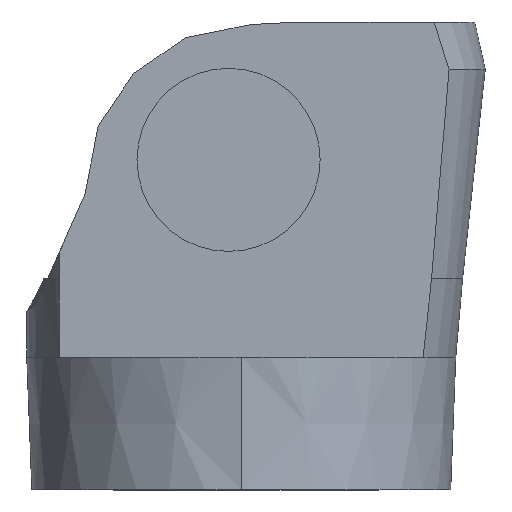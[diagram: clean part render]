
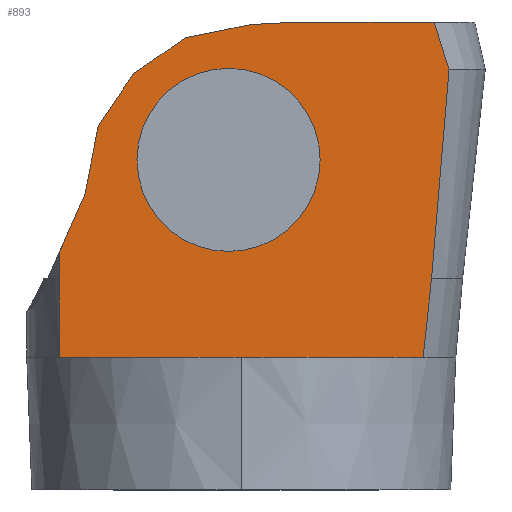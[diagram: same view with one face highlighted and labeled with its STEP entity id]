
A CAD part, left-side view. The second image highlights one B-rep face of the part: STEP entity #893.
In plain terms, the highlighted planar face has unit normal (-1, 0, 0).
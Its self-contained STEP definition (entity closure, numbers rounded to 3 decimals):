
#7 = LINE ( 'NONE', #1923, #1482 ) ;
#18 = VECTOR ( 'NONE', #2533, 1000. ) ;
#24 = EDGE_LOOP ( 'NONE', ( #1530, #2242 ) ) ;
#34 = ORIENTED_EDGE ( 'NONE', *, *, #611, .T. ) ;
#46 = CARTESIAN_POINT ( 'NONE',  ( -15.7, 21.348, 15.906 ) ) ;
#95 = EDGE_CURVE ( 'NONE', #124, #334, #1753, .T. ) ;
#100 = VERTEX_POINT ( 'NONE', #2466 ) ;
#114 = VECTOR ( 'NONE', #855, 1000. ) ;
#124 = VERTEX_POINT ( 'NONE', #1032 ) ;
#133 = CARTESIAN_POINT ( 'NONE',  ( -15.7, 31.199, 14.212 ) ) ;
#146 = VERTEX_POINT ( 'NONE', #450 ) ;
#185 = CARTESIAN_POINT ( 'NONE',  ( -15.7, 21.348, 15.906 ) ) ;
#198 = VECTOR ( 'NONE', #719, 1000. ) ;
#268 = DIRECTION ( 'NONE',  ( 0., 1., 0. ) ) ;
#281 = ORIENTED_EDGE ( 'NONE', *, *, #2298, .T. ) ;
#296 = VECTOR ( 'NONE', #436, 1000. ) ;
#326 = LINE ( 'NONE', #2089, #114 ) ;
#330 = AXIS2_PLACEMENT_3D ( 'NONE', #1756, #922, #2565 ) ;
#334 = VERTEX_POINT ( 'NONE', #1737 ) ;
#350 = EDGE_CURVE ( 'NONE', #146, #357, #2612, .T. ) ;
#357 = VERTEX_POINT ( 'NONE', #2104 ) ;
#368 = VERTEX_POINT ( 'NONE', #685 ) ;
#375 = CARTESIAN_POINT ( 'NONE',  ( -15.7, 21.106, 15.128 ) ) ;
#436 = DIRECTION ( 'NONE',  ( 0., 0.98, -0.198 ) ) ;
#450 = CARTESIAN_POINT ( 'NONE',  ( -15.7, 32.793, 10.261 ) ) ;
#462 = CARTESIAN_POINT ( 'NONE',  ( -15.7, 21.713, 4.926 ) ) ;
#469 = CARTESIAN_POINT ( 'NONE',  ( -15.7, 28.087, 8.389 ) ) ;
#529 = CARTESIAN_POINT ( 'NONE',  ( -15.7, 34.014, 7.488 ) ) ;
#531 = ORIENTED_EDGE ( 'NONE', *, *, #350, .T. ) ;
#537 = CARTESIAN_POINT ( 'NONE',  ( -15.7, 21.436, 7.488 ) ) ;
#558 = EDGE_CURVE ( 'NONE', #925, #357, #326, .T. ) ;
#592 = DIRECTION ( 'NONE',  ( 0., -0.083, 0.997 ) ) ;
#611 = EDGE_CURVE ( 'NONE', #368, #2308, #697, .T. ) ;
#612 = VECTOR ( 'NONE', #592, 1000. ) ;
#629 = EDGE_CURVE ( 'NONE', #100, #1156, #2016, .T. ) ;
#650 = DIRECTION ( 'NONE',  ( 0., 1., 0. ) ) ;
#659 = CARTESIAN_POINT ( 'NONE',  ( -15.7, 27.344, 15.824 ) ) ;
#678 = VERTEX_POINT ( 'NONE', #537 ) ;
#685 = CARTESIAN_POINT ( 'NONE',  ( -15.7, 31.199, 14.212 ) ) ;
#697 = LINE ( 'NONE', #1910, #18 ) ;
#719 = DIRECTION ( 'NONE',  ( 0., 0.403, -0.915 ) ) ;
#773 = VECTOR ( 'NONE', #1974, 1000. ) ;
#779 = CARTESIAN_POINT ( 'NONE',  ( -15.7, 20.863, 14.35 ) ) ;
#792 = EDGE_CURVE ( 'NONE', #1145, #925, #1038, .T. ) ;
#813 = EDGE_CURVE ( 'NONE', #678, #827, #1956, .T. ) ;
#827 = VERTEX_POINT ( 'NONE', #779 ) ;
#838 = VERTEX_POINT ( 'NONE', #185 ) ;
#855 = DIRECTION ( 'NONE',  ( 0., 0., 1. ) ) ;
#859 = ORIENTED_EDGE ( 'NONE', *, *, #1044, .T. ) ;
#893 = ADVANCED_FACE ( 'NONE', ( #2477, #1889 ), #976, .F. ) ;
#903 = CARTESIAN_POINT ( 'NONE',  ( -15.7, 21.574, 6.207 ) ) ;
#914 = CARTESIAN_POINT ( 'NONE',  ( -15.7, 33.628, 7.488 ) ) ;
#922 = DIRECTION ( 'NONE',  ( -1., 0., 0. ) ) ;
#925 = VERTEX_POINT ( 'NONE', #914 ) ;
#933 = DIRECTION ( 'NONE',  ( 0., 0.192, -0.981 ) ) ;
#944 = CARTESIAN_POINT ( 'NONE',  ( -15.7, 25.755, 15.906 ) ) ;
#976 = PLANE ( 'NONE',  #2146 ) ;
#1032 = CARTESIAN_POINT ( 'NONE',  ( -15.7, 27.344, 15.824 ) ) ;
#1038 = LINE ( 'NONE', #1582, #1144 ) ;
#1044 = EDGE_CURVE ( 'NONE', #1382, #124, #1529, .T. ) ;
#1069 = ORIENTED_EDGE ( 'NONE', *, *, #558, .F. ) ;
#1088 = DIRECTION ( 'NONE',  ( -1., 0., 0. ) ) ;
#1123 = CARTESIAN_POINT ( 'NONE',  ( -15.7, 21.713, 4.926 ) ) ;
#1144 = VECTOR ( 'NONE', #2185, 1000. ) ;
#1145 = VERTEX_POINT ( 'NONE', #1887 ) ;
#1146 = DIRECTION ( 'NONE',  ( 0., 0.822, -0.569 ) ) ;
#1156 = VERTEX_POINT ( 'NONE', #469 ) ;
#1178 = EDGE_LOOP ( 'NONE', ( #859, #2592, #2349, #34, #2484, #531, #1069, #2509, #1361, #1428, #2053, #281, #2259 ) ) ;
#1238 = VERTEX_POINT ( 'NONE', #1123 ) ;
#1245 = CARTESIAN_POINT ( 'NONE',  ( -15.7, 21.15, 10.919 ) ) ;
#1282 = EDGE_CURVE ( 'NONE', #334, #368, #1594, .T. ) ;
#1337 = DIRECTION ( 'NONE',  ( 0., -0.107, 0.994 ) ) ;
#1347 = VECTOR ( 'NONE', #1146, 1000. ) ;
#1359 = EDGE_CURVE ( 'NONE', #1238, #678, #2537, .T. ) ;
#1361 = ORIENTED_EDGE ( 'NONE', *, *, #1417, .F. ) ;
#1382 = VERTEX_POINT ( 'NONE', #944 ) ;
#1397 = VECTOR ( 'NONE', #650, 1000. ) ;
#1417 = EDGE_CURVE ( 'NONE', #1238, #1145, #1983, .T. ) ;
#1428 = ORIENTED_EDGE ( 'NONE', *, *, #1359, .T. ) ;
#1482 = VECTOR ( 'NONE', #933, 1000. ) ;
#1529 = LINE ( 'NONE', #659, #1986 ) ;
#1530 = ORIENTED_EDGE ( 'NONE', *, *, #2122, .F. ) ;
#1576 = CARTESIAN_POINT ( 'NONE',  ( -15.7, 32.352, 12.51 ) ) ;
#1582 = CARTESIAN_POINT ( 'NONE',  ( -15.7, 33.628, 4.926 ) ) ;
#1594 = LINE ( 'NONE', #133, #1347 ) ;
#1633 = CARTESIAN_POINT ( 'NONE',  ( -15.7, 29.501, 15.388 ) ) ;
#1676 = CIRCLE ( 'NONE', #330, 3. ) ;
#1737 = CARTESIAN_POINT ( 'NONE',  ( -15.7, 29.501, 15.388 ) ) ;
#1753 = LINE ( 'NONE', #1633, #296 ) ;
#1756 = CARTESIAN_POINT ( 'NONE',  ( -15.7, 28.087, 11.389 ) ) ;
#1796 = VECTOR ( 'NONE', #268, 1000. ) ;
#1887 = CARTESIAN_POINT ( 'NONE',  ( -15.7, 33.628, 4.926 ) ) ;
#1889 = FACE_OUTER_BOUND ( 'NONE', #1178, .T. ) ;
#1900 = DIRECTION ( 'NONE',  ( 0., 0., -1. ) ) ;
#1910 = CARTESIAN_POINT ( 'NONE',  ( -15.7, 32.352, 12.51 ) ) ;
#1923 = CARTESIAN_POINT ( 'NONE',  ( -15.7, 32.793, 10.261 ) ) ;
#1956 = LINE ( 'NONE', #1245, #612 ) ;
#1960 = DIRECTION ( 'NONE',  ( 1., 0., 0. ) ) ;
#1974 = DIRECTION ( 'NONE',  ( 0., 0.297, 0.955 ) ) ;
#1983 = LINE ( 'NONE', #462, #1397 ) ;
#1986 = VECTOR ( 'NONE', #2542, 1000. ) ;
#2016 = CIRCLE ( 'NONE', #2414, 3. ) ;
#2053 = ORIENTED_EDGE ( 'NONE', *, *, #813, .T. ) ;
#2089 = CARTESIAN_POINT ( 'NONE',  ( -15.7, 33.628, 7.488 ) ) ;
#2104 = CARTESIAN_POINT ( 'NONE',  ( -15.7, 33.628, 8.364 ) ) ;
#2122 = EDGE_CURVE ( 'NONE', #1156, #100, #1676, .T. ) ;
#2125 = DIRECTION ( 'NONE',  ( 0., 0., 1. ) ) ;
#2133 = LINE ( 'NONE', #375, #773 ) ;
#2146 = AXIS2_PLACEMENT_3D ( 'NONE', #2391, #1960, #2125 ) ;
#2184 = EDGE_CURVE ( 'NONE', #2308, #146, #7, .T. ) ;
#2185 = DIRECTION ( 'NONE',  ( 0., 0., 1. ) ) ;
#2240 = VECTOR ( 'NONE', #1337, 1000. ) ;
#2242 = ORIENTED_EDGE ( 'NONE', *, *, #629, .F. ) ;
#2259 = ORIENTED_EDGE ( 'NONE', *, *, #2608, .T. ) ;
#2298 = EDGE_CURVE ( 'NONE', #827, #838, #2133, .T. ) ;
#2303 = CARTESIAN_POINT ( 'NONE',  ( -15.7, 28.087, 11.389 ) ) ;
#2308 = VERTEX_POINT ( 'NONE', #1576 ) ;
#2349 = ORIENTED_EDGE ( 'NONE', *, *, #1282, .T. ) ;
#2391 = CARTESIAN_POINT ( 'NONE',  ( -15.7, 2.289, 0.573 ) ) ;
#2414 = AXIS2_PLACEMENT_3D ( 'NONE', #2303, #1088, #1900 ) ;
#2466 = CARTESIAN_POINT ( 'NONE',  ( -15.7, 28.087, 14.389 ) ) ;
#2477 = FACE_BOUND ( 'NONE', #24, .T. ) ;
#2484 = ORIENTED_EDGE ( 'NONE', *, *, #2184, .T. ) ;
#2509 = ORIENTED_EDGE ( 'NONE', *, *, #792, .F. ) ;
#2533 = DIRECTION ( 'NONE',  ( 0., 0.561, -0.828 ) ) ;
#2537 = LINE ( 'NONE', #903, #2240 ) ;
#2542 = DIRECTION ( 'NONE',  ( 0., 0.999, -0.051 ) ) ;
#2565 = DIRECTION ( 'NONE',  ( 0., 0., -1. ) ) ;
#2592 = ORIENTED_EDGE ( 'NONE', *, *, #95, .T. ) ;
#2608 = EDGE_CURVE ( 'NONE', #838, #1382, #2613, .T. ) ;
#2612 = LINE ( 'NONE', #529, #198 ) ;
#2613 = LINE ( 'NONE', #46, #1796 ) ;
